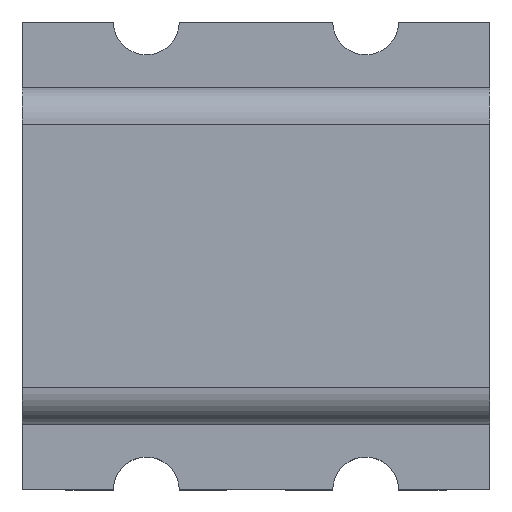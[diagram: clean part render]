
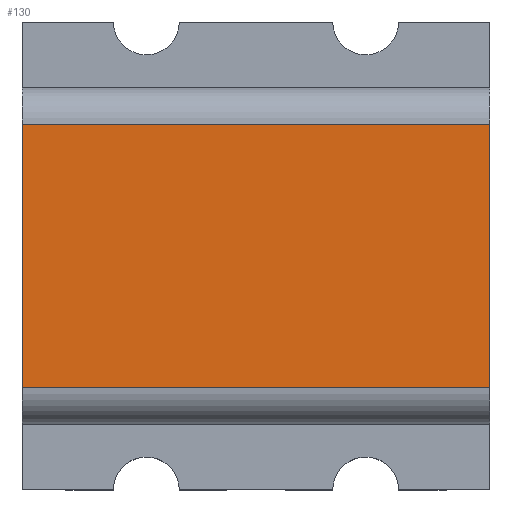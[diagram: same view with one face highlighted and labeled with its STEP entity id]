
A CAD part, top view. The second image highlights one B-rep face of the part: STEP entity #130.
In plain terms, the highlighted planar face has unit normal (0, 0, 1).
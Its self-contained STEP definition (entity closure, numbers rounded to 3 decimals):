
#95 = VERTEX_POINT('',#96);
#96 = CARTESIAN_POINT('',(-0.8,0.45,0.355));
#103 = EDGE_CURVE('',#95,#104,#106,.T.);
#104 = VERTEX_POINT('',#105);
#105 = CARTESIAN_POINT('',(0.8,0.45,0.355));
#106 = LINE('',#107,#108);
#107 = CARTESIAN_POINT('',(0.4,0.45,0.355));
#108 = VECTOR('',#109,1.);
#109 = DIRECTION('',(1.,0.,0.));
#130 = ADVANCED_FACE('',(#131),#156,.T.);
#131 = FACE_BOUND('',#132,.T.);
#132 = EDGE_LOOP('',(#133,#134,#142,#150));
#133 = ORIENTED_EDGE('',*,*,#103,.F.);
#134 = ORIENTED_EDGE('',*,*,#135,.T.);
#135 = EDGE_CURVE('',#95,#136,#138,.T.);
#136 = VERTEX_POINT('',#137);
#137 = CARTESIAN_POINT('',(-0.8,-0.45,0.355));
#138 = LINE('',#139,#140);
#139 = CARTESIAN_POINT('',(-0.8,-0.575,0.355)
  );
#140 = VECTOR('',#141,1.);
#141 = DIRECTION('',(0.,-1.,0.));
#142 = ORIENTED_EDGE('',*,*,#143,.F.);
#143 = EDGE_CURVE('',#144,#136,#146,.T.);
#144 = VERTEX_POINT('',#145);
#145 = CARTESIAN_POINT('',(0.8,-0.45,0.355));
#146 = LINE('',#147,#148);
#147 = CARTESIAN_POINT('',(-0.4,-0.45,0.355)
  );
#148 = VECTOR('',#149,1.);
#149 = DIRECTION('',(-1.,0.,0.));
#150 = ORIENTED_EDGE('',*,*,#151,.T.);
#151 = EDGE_CURVE('',#144,#104,#152,.T.);
#152 = LINE('',#153,#154);
#153 = CARTESIAN_POINT('',(0.8,0.575,0.355));
#154 = VECTOR('',#155,1.);
#155 = DIRECTION('',(0.,1.,0.));
#156 = PLANE('',#157);
#157 = AXIS2_PLACEMENT_3D('',#158,#159,#160);
#158 = CARTESIAN_POINT('',(0.,0.,
    0.355));
#159 = DIRECTION('',(0.,0.,1.));
#160 = DIRECTION('',(1.,0.,0.));
